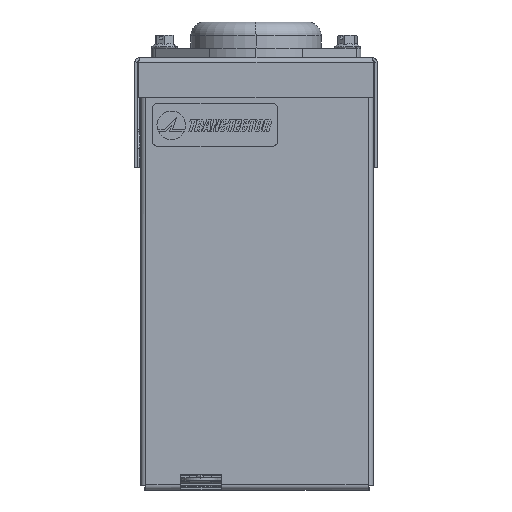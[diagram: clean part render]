
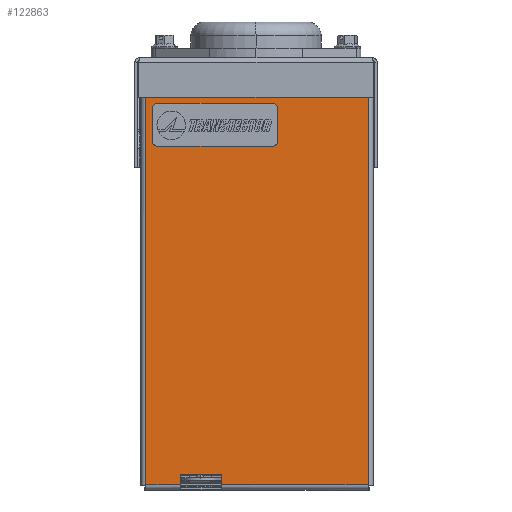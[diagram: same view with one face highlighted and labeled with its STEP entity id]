
A CAD part, top view. The second image highlights one B-rep face of the part: STEP entity #122863.
In plain terms, the highlighted planar face has unit normal (0, 0, 1).
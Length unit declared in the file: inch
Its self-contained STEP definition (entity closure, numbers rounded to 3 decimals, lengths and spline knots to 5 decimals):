
#1147 = EDGE_LOOP ( 'NONE', ( #237873, #246553, #99707, #236580, #136923, #135300, #58949, #116975 ) ) ;
#5497 = CARTESIAN_POINT ( 'NONE',  ( 2.43, -4.49, 0. ) ) ;
#7041 = CARTESIAN_POINT ( 'NONE',  ( -1.67, -4.255, 0. ) ) ;
#13371 = DIRECTION ( 'NONE',  ( 1., 0., 0. ) ) ;
#14343 = EDGE_CURVE ( 'NONE', #189855, #199557, #14745, .T. ) ;
#14745 = LINE ( 'NONE', #44616, #98450 ) ;
#19845 = CARTESIAN_POINT ( 'NONE',  ( -2.45216, -4.49, 0. ) ) ;
#22522 = VECTOR ( 'NONE', #202352, 39.37008 ) ;
#24892 = VERTEX_POINT ( 'NONE', #7041 ) ;
#31119 = VECTOR ( 'NONE', #165808, 39.37008 ) ;
#39030 = DIRECTION ( 'NONE',  ( 0., 1., 0. ) ) ;
#44616 = CARTESIAN_POINT ( 'NONE',  ( 2.43, -4.51216, 0. ) ) ;
#48041 = VECTOR ( 'NONE', #171299, 39.37008 ) ;
#51329 = AXIS2_PLACEMENT_3D ( 'NONE', #206475, #244898, #13371 ) ;
#57260 = EDGE_CURVE ( 'NONE', #75350, #189855, #187127, .T. ) ;
#58949 = ORIENTED_EDGE ( 'NONE', *, *, #163363, .T. ) ;
#62457 = VECTOR ( 'NONE', #83199, 39.37008 ) ;
#68490 = LINE ( 'NONE', #197059, #62457 ) ;
#72600 = CARTESIAN_POINT ( 'NONE',  ( -1.67, -4.6, 0. ) ) ;
#74600 = LINE ( 'NONE', #72600, #209375 ) ;
#75350 = VERTEX_POINT ( 'NONE', #170481 ) ;
#75808 = LINE ( 'NONE', #128374, #99810 ) ;
#79695 = EDGE_CURVE ( 'NONE', #185124, #227972, #75808, .T. ) ;
#83199 = DIRECTION ( 'NONE',  ( -1., 0., 0. ) ) ;
#84924 = CARTESIAN_POINT ( 'NONE',  ( -2.43, -4.49, 0. ) ) ;
#90189 = PLANE ( 'NONE',  #51329 ) ;
#98450 = VECTOR ( 'NONE', #177685, 39.37008 ) ;
#99707 = ORIENTED_EDGE ( 'NONE', *, *, #57260, .T. ) ;
#99810 = VECTOR ( 'NONE', #201265, 39.37008 ) ;
#101299 = CARTESIAN_POINT ( 'NONE',  ( -0.7745, -4.255, 0. ) ) ;
#103624 = LINE ( 'NONE', #192928, #109648 ) ;
#109648 = VECTOR ( 'NONE', #39030, 39.37008 ) ;
#116975 = ORIENTED_EDGE ( 'NONE', *, *, #148751, .F. ) ;
#121172 = EDGE_CURVE ( 'NONE', #199557, #185124, #231660, .T. ) ;
#122768 = FACE_OUTER_BOUND ( 'NONE', #1147, .T. ) ;
#122863 = ADVANCED_FACE ( 'NONE', ( #122768 ), #90189, .T. ) ;
#128374 = CARTESIAN_POINT ( 'NONE',  ( -2.43, 4.51216, 0. ) ) ;
#135300 = ORIENTED_EDGE ( 'NONE', *, *, #79695, .T. ) ;
#136923 = ORIENTED_EDGE ( 'NONE', *, *, #121172, .T. ) ;
#144328 = EDGE_CURVE ( 'NONE', #147473, #24892, #68490, .T. ) ;
#146883 = EDGE_CURVE ( 'NONE', #75350, #147473, #103624, .T. ) ;
#147473 = VERTEX_POINT ( 'NONE', #101299 ) ;
#148751 = EDGE_CURVE ( 'NONE', #24892, #239079, #74600, .T. ) ;
#150509 = DIRECTION ( 'NONE',  ( 0., -1., 0. ) ) ;
#163363 = EDGE_CURVE ( 'NONE', #227972, #239079, #239520, .T. ) ;
#165808 = DIRECTION ( 'NONE',  ( -1., 0., 0. ) ) ;
#170481 = CARTESIAN_POINT ( 'NONE',  ( -0.7745, -4.49, 0. ) ) ;
#171299 = DIRECTION ( 'NONE',  ( 1., 0., 0. ) ) ;
#174676 = CARTESIAN_POINT ( 'NONE',  ( -1.67, -4.49, 0. ) ) ;
#175084 = CARTESIAN_POINT ( 'NONE',  ( 2.43, 4.49, 0. ) ) ;
#177685 = DIRECTION ( 'NONE',  ( 0., 1., 0. ) ) ;
#184130 = CARTESIAN_POINT ( 'NONE',  ( 2.45216, 4.49, 0. ) ) ;
#185124 = VERTEX_POINT ( 'NONE', #241141 ) ;
#185573 = CARTESIAN_POINT ( 'NONE',  ( -2.45216, -4.49, 0. ) ) ;
#187127 = LINE ( 'NONE', #185573, #22522 ) ;
#189855 = VERTEX_POINT ( 'NONE', #5497 ) ;
#192928 = CARTESIAN_POINT ( 'NONE',  ( -0.7745, -4.6, 0. ) ) ;
#197059 = CARTESIAN_POINT ( 'NONE',  ( -2.54, -4.255, 0. ) ) ;
#199557 = VERTEX_POINT ( 'NONE', #175084 ) ;
#201265 = DIRECTION ( 'NONE',  ( 0., -1., 0. ) ) ;
#202352 = DIRECTION ( 'NONE',  ( 1., 0., 0. ) ) ;
#206475 = CARTESIAN_POINT ( 'NONE',  ( -2.54, -4.6, 0. ) ) ;
#209375 = VECTOR ( 'NONE', #150509, 39.37008 ) ;
#227972 = VERTEX_POINT ( 'NONE', #84924 ) ;
#231660 = LINE ( 'NONE', #184130, #31119 ) ;
#236580 = ORIENTED_EDGE ( 'NONE', *, *, #14343, .T. ) ;
#237873 = ORIENTED_EDGE ( 'NONE', *, *, #144328, .F. ) ;
#239079 = VERTEX_POINT ( 'NONE', #174676 ) ;
#239520 = LINE ( 'NONE', #19845, #48041 ) ;
#241141 = CARTESIAN_POINT ( 'NONE',  ( -2.43, 4.49, 0. ) ) ;
#244898 = DIRECTION ( 'NONE',  ( 0., 0., 1. ) ) ;
#246553 = ORIENTED_EDGE ( 'NONE', *, *, #146883, .F. ) ;
